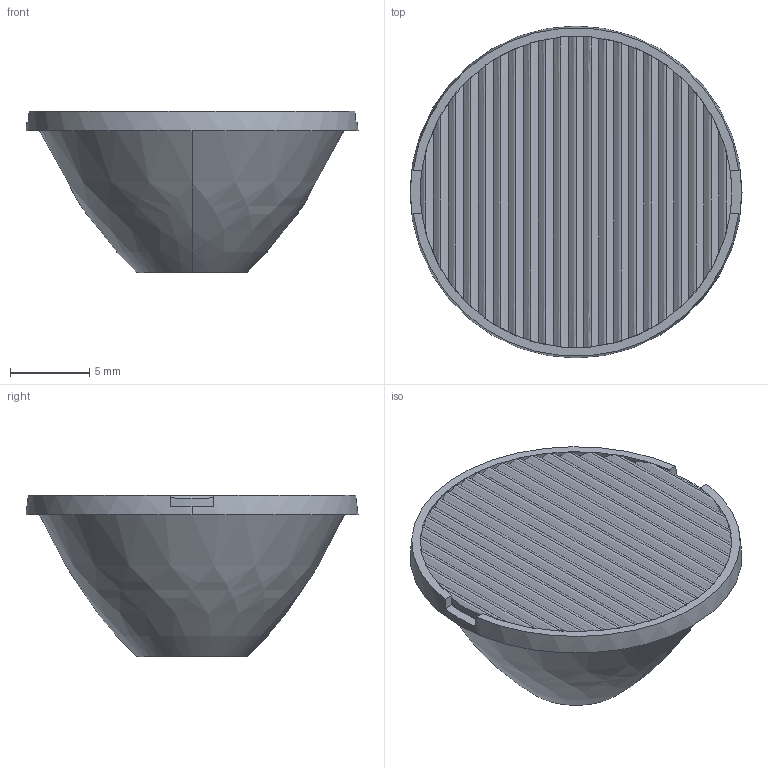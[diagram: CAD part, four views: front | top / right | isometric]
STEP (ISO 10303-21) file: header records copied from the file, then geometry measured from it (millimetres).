
FILE_DESCRIPTION((''),'2;1');
FILE_NAME('LENS_15X70-0731','2025-05-19T',('Administrator'),(''),'PRO/ENGINEER BY PARAMETRIC TECHNOLOGY CORPORATION, 2015240','PRO/ENGINEER BY PARAMETRIC TECHNOLOGY CORPORATION, 2015240','');
FILE_SCHEMA(('CONFIG_CONTROL_DESIGN'));
Length unit declared in the file: millimetre
Products named in the file (1): LENS_15X70-0731
Bounding box: 21 x 21 x 10.21 mm (x, y, z)
Volume: 1725.4 mm3; surface area: 1141.8 mm2
Topology: 1 solids, 1 shells, 64 faces, 177 edges, 115 vertices
Faces by surface type: extrusion 42, plane 10, cylinder 4, cone 4, revolution 4
Entity records: 2845 total; most frequent: CARTESIAN_POINT 1366, ORIENTED_EDGE 350, DIRECTION 175, EDGE_CURVE 175, B_SPLINE_CURVE_WITH_KNOTS 148, VERTEX_POINT 115, VECTOR 95, EDGE_LOOP 66
